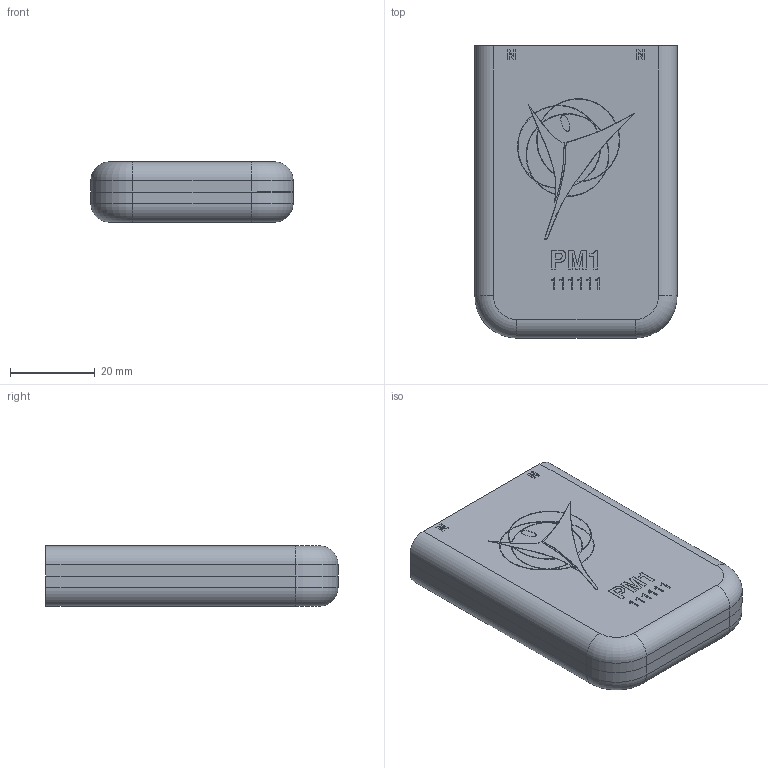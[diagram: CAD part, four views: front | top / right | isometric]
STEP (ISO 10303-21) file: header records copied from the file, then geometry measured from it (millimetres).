
FILE_DESCRIPTION (( 'STEP AP203' ), '1' );
FILE_NAME ('NNP-DWG-110-011-000 Case, Power Module Marking.STEP', '2024-08-21T13:44:35', ( '' ), ( '' ), 'SwSTEP 2.0', 'SolidWorks 2024', '' );
FILE_SCHEMA (( 'CONFIG_CONTROL_DESIGN' ));
Length unit declared in the file: inch
Products named in the file (5): 43-2000_2 cut case half, front with artwork_Front Artwork; 43-2000_2 cut case half, front with artwork; 61-2048_1 case, PM marked_Laser Marked; 61-2030_2 case, edm, trim, PM marked_Laser Marked; NNP-DWG-110-011-000 Case, Power Module Marking
Assembly tree (4 placements, depth 4):
  NNP-DWG-110-011-000 Case, Power Module Marking
    61-2048_1 case, PM marked_Laser Marked
      61-2030_2 case, edm, trim, PM marked_Laser Marked
        43-2000_2 cut case half, front with artwork
        43-2000_2 cut case half, front with artwork_Front Artwork
Bounding box: 47.68 x 68.83 x 14.22 mm (x, y, z)
Volume: 3323.6 mm3; surface area: 16608.6 mm2
Topology: 2 solids, 2 shells, 243 faces, 659 edges, 434 vertices
Faces by surface type: plane 141, cylinder 68, bspline 26, torus 8
Entity records: 9208 total; most frequent: CARTESIAN_POINT 2687, ORIENTED_EDGE 1318, DIRECTION 1155, EDGE_CURVE 659, VERTEX_POINT 434, LINE 415, VECTOR 415, AXIS2_PLACEMENT_3D 370
